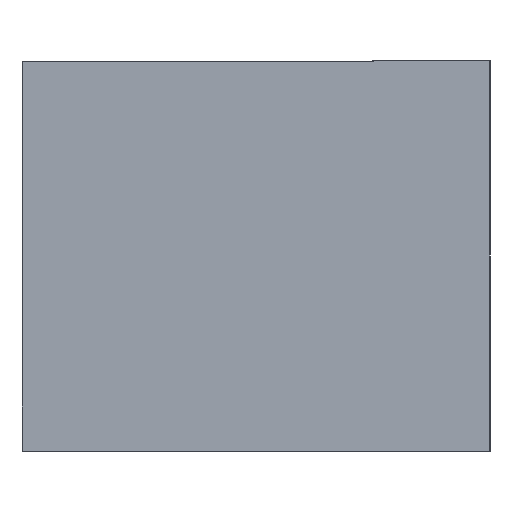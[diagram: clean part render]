
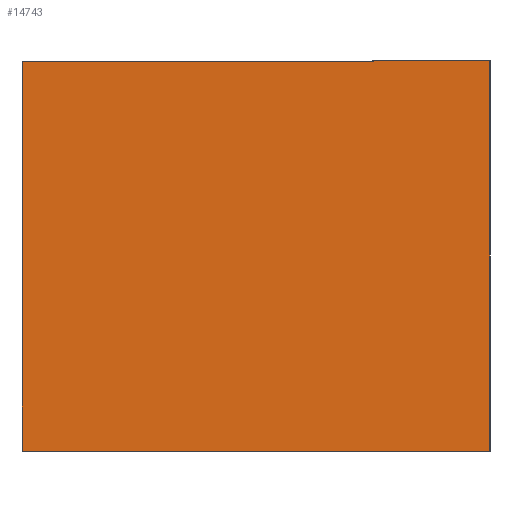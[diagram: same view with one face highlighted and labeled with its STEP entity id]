
A CAD part, left-side view. The second image highlights one B-rep face of the part: STEP entity #14743.
In plain terms, the highlighted planar face has unit normal (-1, 0, 0).
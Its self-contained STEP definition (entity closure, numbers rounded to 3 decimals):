
#383 = CARTESIAN_POINT ( 'NONE',  ( -20., -0.01, -5. ) ) ;
#778 = EDGE_CURVE ( 'NONE', #29047, #15740, #12791, .T. ) ;
#1032 = CARTESIAN_POINT ( 'NONE',  ( -20., 6., 0. ) ) ;
#1262 = VECTOR ( 'NONE', #15496, 1000. ) ;
#2459 = CARTESIAN_POINT ( 'NONE',  ( -20., 1.49, 0. ) ) ;
#3197 = ORIENTED_EDGE ( 'NONE', *, *, #19170, .F. ) ;
#3762 = VERTEX_POINT ( 'NONE', #29969 ) ;
#3875 = CARTESIAN_POINT ( 'NONE',  ( -20., 6., 0. ) ) ;
#5570 = EDGE_CURVE ( 'NONE', #3762, #21206, #15233, .T. ) ;
#7017 = DIRECTION ( 'NONE',  ( 0., -1., 0. ) ) ;
#8549 = CARTESIAN_POINT ( 'NONE',  ( -20., 6., -5. ) ) ;
#8654 = DIRECTION ( 'NONE',  ( 0., 0., -1. ) ) ;
#8679 = DIRECTION ( 'NONE',  ( 0., 0., -1. ) ) ;
#9093 = VECTOR ( 'NONE', #8654, 1000. ) ;
#10436 = CARTESIAN_POINT ( 'NONE',  ( -20., -0.01, 0.01 ) ) ;
#10461 = DIRECTION ( 'NONE',  ( 0., 0., 1. ) ) ;
#11398 = LINE ( 'NONE', #27109, #1262 ) ;
#12791 = LINE ( 'NONE', #10436, #13127 ) ;
#13127 = VECTOR ( 'NONE', #24698, 1000. ) ;
#13349 = DIRECTION ( 'NONE',  ( -1., 0., 0. ) ) ;
#13380 = CARTESIAN_POINT ( 'NONE',  ( -20., -0.01, -5. ) ) ;
#13956 = LINE ( 'NONE', #20576, #9093 ) ;
#14184 = EDGE_CURVE ( 'NONE', #3762, #20211, #11398, .T. ) ;
#14329 = EDGE_CURVE ( 'NONE', #21206, #18300, #30479, .T. ) ;
#14459 = VECTOR ( 'NONE', #10461, 1000. ) ;
#14743 = ADVANCED_FACE ( 'NONE', ( #22201 ), #29675, .T. ) ;
#14751 = EDGE_CURVE ( 'NONE', #29047, #18300, #13956, .T. ) ;
#15233 = LINE ( 'NONE', #24818, #14459 ) ;
#15496 = DIRECTION ( 'NONE',  ( 0., -1., 0. ) ) ;
#15628 = CARTESIAN_POINT ( 'NONE',  ( -20., 1.49, 0.01 ) ) ;
#15740 = VERTEX_POINT ( 'NONE', #24195 ) ;
#18300 = VERTEX_POINT ( 'NONE', #2459 ) ;
#19170 = EDGE_CURVE ( 'NONE', #15740, #20211, #22019, .T. ) ;
#19379 = VECTOR ( 'NONE', #8679, 1000. ) ;
#20211 = VERTEX_POINT ( 'NONE', #383 ) ;
#20576 = CARTESIAN_POINT ( 'NONE',  ( -20., 1.49, 0.01 ) ) ;
#20753 = VECTOR ( 'NONE', #7017, 1000. ) ;
#21007 = ORIENTED_EDGE ( 'NONE', *, *, #778, .F. ) ;
#21206 = VERTEX_POINT ( 'NONE', #1032 ) ;
#22019 = LINE ( 'NONE', #13380, #19379 ) ;
#22201 = FACE_OUTER_BOUND ( 'NONE', #23618, .T. ) ;
#22552 = AXIS2_PLACEMENT_3D ( 'NONE', #8549, #13349, #25115 ) ;
#22721 = ORIENTED_EDGE ( 'NONE', *, *, #14184, .T. ) ;
#22989 = ORIENTED_EDGE ( 'NONE', *, *, #5570, .F. ) ;
#23618 = EDGE_LOOP ( 'NONE', ( #27962, #22989, #22721, #3197, #21007, #29035 ) ) ;
#24195 = CARTESIAN_POINT ( 'NONE',  ( -20., -0.01, 0.01 ) ) ;
#24698 = DIRECTION ( 'NONE',  ( 0., -1., 0. ) ) ;
#24818 = CARTESIAN_POINT ( 'NONE',  ( -20., 6., -5. ) ) ;
#25115 = DIRECTION ( 'NONE',  ( 0., 0., 1. ) ) ;
#27109 = CARTESIAN_POINT ( 'NONE',  ( -20., 6., -5. ) ) ;
#27962 = ORIENTED_EDGE ( 'NONE', *, *, #14329, .F. ) ;
#29035 = ORIENTED_EDGE ( 'NONE', *, *, #14751, .T. ) ;
#29047 = VERTEX_POINT ( 'NONE', #15628 ) ;
#29675 = PLANE ( 'NONE',  #22552 ) ;
#29969 = CARTESIAN_POINT ( 'NONE',  ( -20., 6., -5. ) ) ;
#30479 = LINE ( 'NONE', #3875, #20753 ) ;
